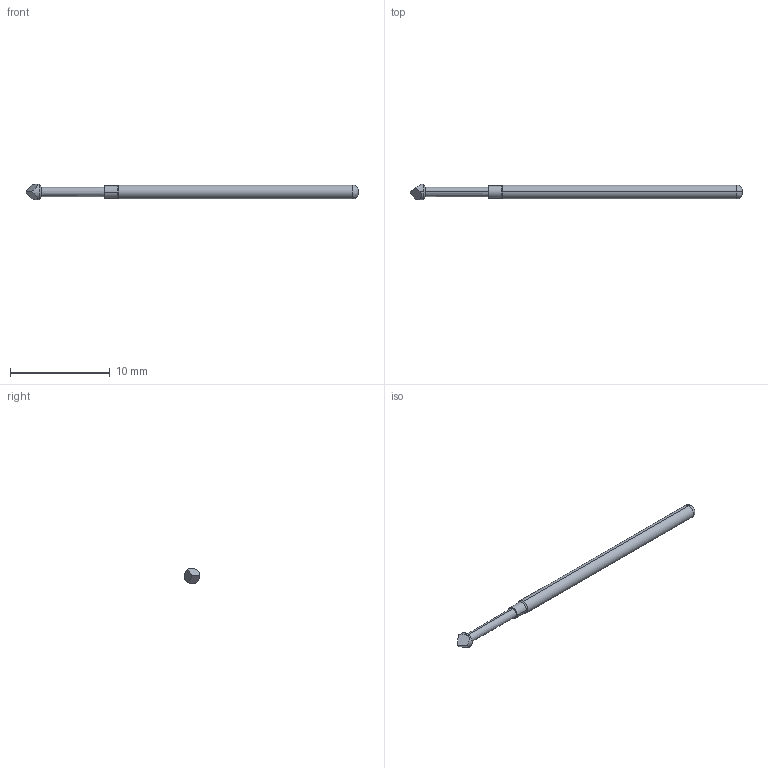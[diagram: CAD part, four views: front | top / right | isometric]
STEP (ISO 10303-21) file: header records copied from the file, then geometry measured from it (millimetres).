
FILE_DESCRIPTION (( 'STEP AP214' ), '1' );
FILE_NAME ('100-PRP2503_-_.STEP', '2016-05-26T12:19:37', ( 'spare' ), ( '' ), 'SwSTEP 2.0', 'SolidWorks 2016', '' );
FILE_SCHEMA (( 'AUTOMOTIVE_DESIGN' ));
Length unit declared in the file: inch
Products named in the file (1): 100-PRP2503_-_
Bounding box: 33.28 x 1.57 x 1.57 mm (x, y, z)
Volume: 42.6 mm3; surface area: 134.8 mm2
Topology: 1 solids, 1 shells, 22 faces, 47 edges, 28 vertices
Faces by surface type: cone 8, cylinder 6, plane 6, torus 2
Entity records: 919 total; most frequent: CARTESIAN_POINT 113, DIRECTION 110, ORIENTED_EDGE 94, EDGE_CURVE 47, AXIS2_PLACEMENT_3D 45, VERTEX_POINT 28, UNCERTAINTY_MEASURE_WITH_UNIT 25, DIMENSIONAL_EXPONENTS 25
